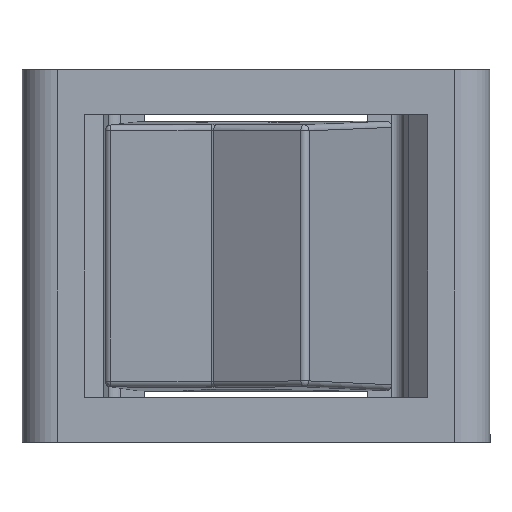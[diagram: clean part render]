
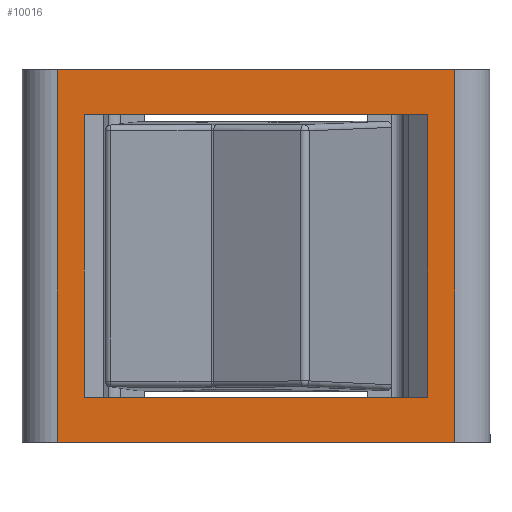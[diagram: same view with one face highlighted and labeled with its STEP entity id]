
A CAD part, top view. The second image highlights one B-rep face of the part: STEP entity #10016.
In plain terms, the highlighted planar face has unit normal (0, 0, 1).
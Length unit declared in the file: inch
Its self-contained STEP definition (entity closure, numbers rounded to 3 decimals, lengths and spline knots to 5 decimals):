
#19=FACE_BOUND('',#1019,.T.);
#449=FACE_OUTER_BOUND('',#1018,.T.);
#1018=EDGE_LOOP('',(#6931,#6932,#6933,#6934));
#1019=EDGE_LOOP('',(#6935,#6936,#6937,#6938));
#1739=LINE('',#14696,#2972);
#1791=LINE('',#14803,#3024);
#1795=LINE('',#14809,#3028);
#1797=LINE('',#14813,#3030);
#1799=LINE('',#14823,#3032);
#1800=LINE('',#14826,#3033);
#1803=LINE('',#14833,#3036);
#1804=LINE('',#14834,#3037);
#2972=VECTOR('',#11724,0.3937);
#3024=VECTOR('',#11798,0.3937);
#3028=VECTOR('',#11804,0.3937);
#3030=VECTOR('',#11810,0.3937);
#3032=VECTOR('',#11820,0.3937);
#3033=VECTOR('',#11823,0.3937);
#3036=VECTOR('',#11830,0.3937);
#3037=VECTOR('',#11831,0.3937);
#4202=VERTEX_POINT('',#14693);
#4203=VERTEX_POINT('',#14695);
#4246=VERTEX_POINT('',#14800);
#4247=VERTEX_POINT('',#14802);
#4249=VERTEX_POINT('',#14816);
#4252=VERTEX_POINT('',#14821);
#4253=VERTEX_POINT('',#14825);
#4255=VERTEX_POINT('',#14832);
#5204=EDGE_CURVE('',#4202,#4203,#1739,.T.);
#5261=EDGE_CURVE('',#4247,#4246,#1791,.T.);
#5265=EDGE_CURVE('',#4203,#4246,#1795,.T.);
#5267=EDGE_CURVE('',#4247,#4202,#1797,.T.);
#5271=EDGE_CURVE('',#4252,#4249,#1799,.T.);
#5272=EDGE_CURVE('',#4249,#4253,#1800,.T.);
#5276=EDGE_CURVE('',#4255,#4252,#1803,.T.);
#5277=EDGE_CURVE('',#4253,#4255,#1804,.T.);
#6931=ORIENTED_EDGE('',*,*,#5271,.F.);
#6932=ORIENTED_EDGE('',*,*,#5276,.F.);
#6933=ORIENTED_EDGE('',*,*,#5277,.F.);
#6934=ORIENTED_EDGE('',*,*,#5272,.F.);
#6935=ORIENTED_EDGE('',*,*,#5204,.F.);
#6936=ORIENTED_EDGE('',*,*,#5267,.F.);
#6937=ORIENTED_EDGE('',*,*,#5261,.T.);
#6938=ORIENTED_EDGE('',*,*,#5265,.F.);
#9562=PLANE('',#10665);
#10016=ADVANCED_FACE('',(#449,#19),#9562,.T.);
#10665=AXIS2_PLACEMENT_3D('',#14831,#11828,#11829);
#11724=DIRECTION('',(1.,0.,0.));
#11798=DIRECTION('',(1.,0.,0.));
#11804=DIRECTION('',(0.,1.,0.));
#11810=DIRECTION('',(0.,-1.,0.));
#11820=DIRECTION('',(0.,1.,0.));
#11823=DIRECTION('',(1.,0.,0.));
#11828=DIRECTION('center_axis',(0.,0.,
1.));
#11829=DIRECTION('ref_axis',(0.,1.,0.));
#11830=DIRECTION('',(-1.,0.,0.));
#11831=DIRECTION('',(0.,-1.,0.));
#14693=CARTESIAN_POINT('',(-0.28642,-0.23622,0.73583));
#14695=CARTESIAN_POINT('',(0.28642,-0.23622,0.73583));
#14696=CARTESIAN_POINT('',(0.12746,-0.23622,0.73583));
#14800=CARTESIAN_POINT('',(0.28642,0.23622,0.73583));
#14802=CARTESIAN_POINT('',(-0.28642,0.23622,0.73583));
#14803=CARTESIAN_POINT('',(-0.12746,0.23622,0.73583));
#14809=CARTESIAN_POINT('',(0.28642,0.11811,0.73583));
#14813=CARTESIAN_POINT('',(-0.28642,-0.11811,0.73583));
#14816=CARTESIAN_POINT('',(-0.33169,0.31102,0.73583));
#14821=CARTESIAN_POINT('',(-0.33169,-0.31102,0.73583));
#14823=CARTESIAN_POINT('',(-0.33169,-0.15551,0.73583));
#14825=CARTESIAN_POINT('',(0.33169,0.31102,0.73583));
#14826=CARTESIAN_POINT('',(-0.39075,0.31102,0.73583));
#14831=CARTESIAN_POINT('Origin',(0.,0.,
0.73583));
#14832=CARTESIAN_POINT('',(0.33169,-0.31102,0.73583));
#14833=CARTESIAN_POINT('',(0.39075,-0.31102,0.73583));
#14834=CARTESIAN_POINT('',(0.33169,0.15551,0.73583));
